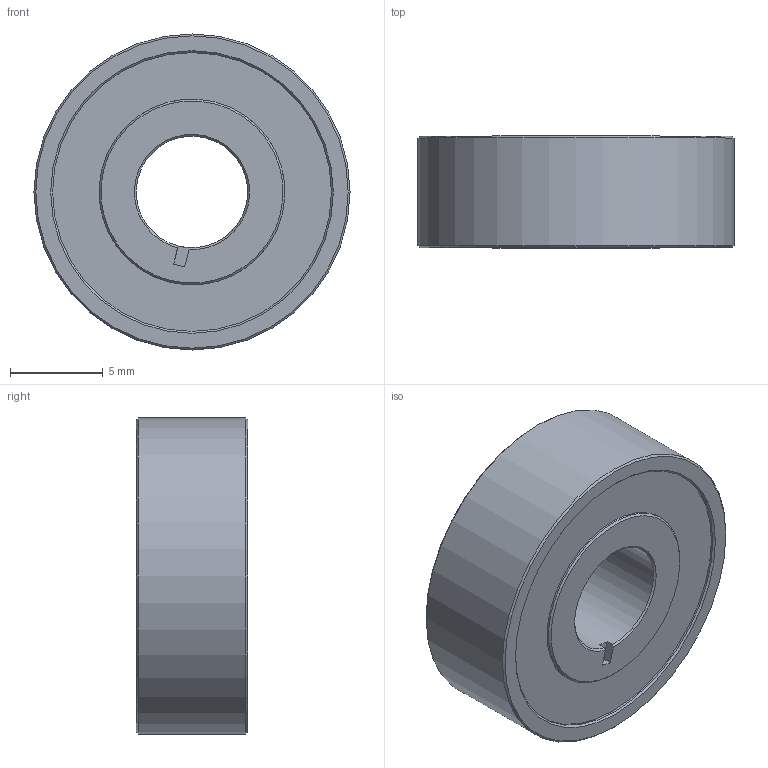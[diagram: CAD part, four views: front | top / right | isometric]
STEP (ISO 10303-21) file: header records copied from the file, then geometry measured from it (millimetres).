
FILE_DESCRIPTION(/* description */ (''),/* implementation_level */ '2;1');
FILE_NAME(/* name */ 'Ballbaring 606RS.step',/* time_stamp */ '2020-06-06T16:56:35+02:00',/* author */ (''),/* organization */ (''),/* preprocessor_version */ 'ST-DEVELOPER v18.1',/* originating_system */ 'Autodesk Translation Framework v9.3.0.1241',/* authorisation */ '');
FILE_SCHEMA (('AUTOMOTIVE_DESIGN { 1 0 10303 214 3 1 1 }'));
Length unit declared in the file: millimetre
Products named in the file (3): Ballbaring 606RS; Component1; Component2
Assembly tree (2 placements, depth 2):
  Ballbaring 606RS
    Component1
    Component2
Bounding box: 17 x 6 x 17 mm (x, y, z)
Volume: 1151.1 mm3; surface area: 1197.6 mm2
Topology: 2 solids, 2 shells, 24 faces, 53 edges, 35 vertices
Faces by surface type: plane 10, cone 8, cylinder 6
Full cylindrical faces by diameter (mm): 6 x1, 10 x2, 15 x2, 17 x1
Entity records: 785 total; most frequent: DIRECTION 138, CARTESIAN_POINT 119, ORIENTED_EDGE 106, AXIS2_PLACEMENT_3D 57, EDGE_CURVE 53, VERTEX_POINT 35, EDGE_LOOP 30, CIRCLE 28
